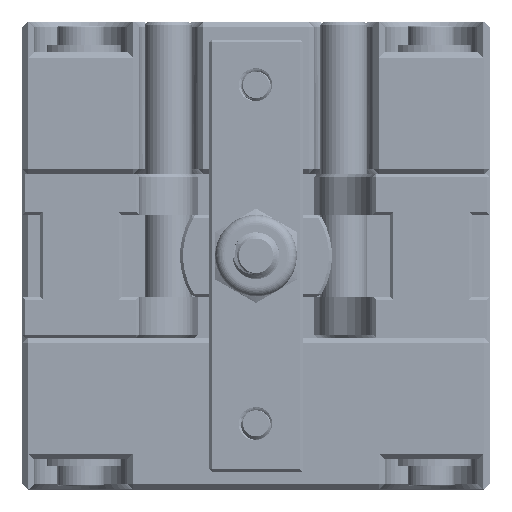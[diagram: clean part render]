
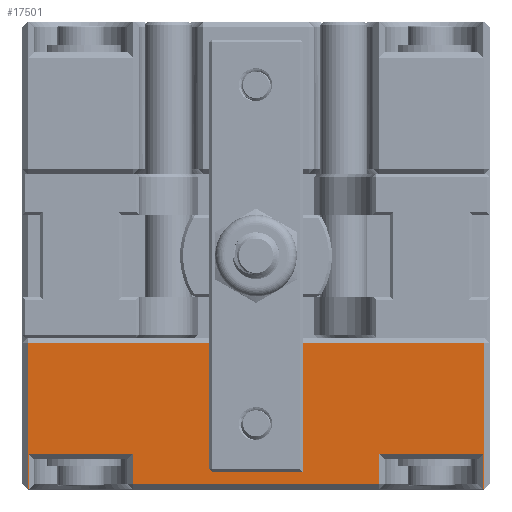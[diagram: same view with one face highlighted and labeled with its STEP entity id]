
A CAD part, front view. The second image highlights one B-rep face of the part: STEP entity #17501.
In plain terms, the highlighted planar face has unit normal (0, -1, 0).
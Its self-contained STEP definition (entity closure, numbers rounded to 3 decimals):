
#580=PLANE('',#18783);
#1319=FACE_OUTER_BOUND('',#2384,.T.);
#2384=EDGE_LOOP('',(#13895,#13896,#13897,#13898,#13899,#13900,#13901,#13902,
#13903,#13904,#13905,#13906));
#4692=LINE('',#47631,#5855);
#4696=LINE('',#47638,#5859);
#4743=LINE('',#47750,#5906);
#4749=LINE('',#47762,#5912);
#4759=LINE('',#47783,#5922);
#4764=LINE('',#47796,#5927);
#4767=LINE('',#47801,#5930);
#4769=LINE('',#47805,#5932);
#4772=LINE('',#47810,#5935);
#4820=LINE('',#47910,#5983);
#4843=LINE('',#47959,#6006);
#4882=LINE('',#48036,#6045);
#5855=VECTOR('',#20882,10.);
#5859=VECTOR('',#20886,10.);
#5906=VECTOR('',#20993,10.);
#5912=VECTOR('',#21003,10.);
#5922=VECTOR('',#21025,10.);
#5927=VECTOR('',#21040,10.);
#5930=VECTOR('',#21045,10.);
#5932=VECTOR('',#21049,10.);
#5935=VECTOR('',#21054,10.);
#5983=VECTOR('',#21146,10.);
#6006=VECTOR('',#21191,10.);
#6045=VECTOR('',#21274,10.);
#7401=VERTEX_POINT('',#47616);
#7407=VERTEX_POINT('',#47628);
#7408=VERTEX_POINT('',#47630);
#7411=VERTEX_POINT('',#47636);
#7446=VERTEX_POINT('',#47749);
#7447=VERTEX_POINT('',#47753);
#7450=VERTEX_POINT('',#47761);
#7454=VERTEX_POINT('',#47777);
#7458=VERTEX_POINT('',#47795);
#7460=VERTEX_POINT('',#47804);
#7478=VERTEX_POINT('',#47867);
#7489=VERTEX_POINT('',#47903);
#9520=EDGE_CURVE('',#7407,#7408,#4692,.T.);
#9524=EDGE_CURVE('',#7411,#7401,#4696,.T.);
#9580=EDGE_CURVE('',#7401,#7446,#4743,.T.);
#9586=EDGE_CURVE('',#7447,#7450,#4749,.T.);
#9597=EDGE_CURVE('',#7454,#7447,#4759,.T.);
#9603=EDGE_CURVE('',#7458,#7454,#4764,.T.);
#9606=EDGE_CURVE('',#7446,#7458,#4767,.T.);
#9608=EDGE_CURVE('',#7460,#7407,#4769,.T.);
#9611=EDGE_CURVE('',#7450,#7460,#4772,.T.);
#9661=EDGE_CURVE('',#7408,#7478,#4820,.T.);
#9686=EDGE_CURVE('',#7489,#7411,#4843,.T.);
#9727=EDGE_CURVE('',#7478,#7489,#4882,.T.);
#13895=ORIENTED_EDGE('',*,*,#9580,.F.);
#13896=ORIENTED_EDGE('',*,*,#9524,.F.);
#13897=ORIENTED_EDGE('',*,*,#9686,.F.);
#13898=ORIENTED_EDGE('',*,*,#9727,.F.);
#13899=ORIENTED_EDGE('',*,*,#9661,.F.);
#13900=ORIENTED_EDGE('',*,*,#9520,.F.);
#13901=ORIENTED_EDGE('',*,*,#9608,.F.);
#13902=ORIENTED_EDGE('',*,*,#9611,.F.);
#13903=ORIENTED_EDGE('',*,*,#9586,.F.);
#13904=ORIENTED_EDGE('',*,*,#9597,.F.);
#13905=ORIENTED_EDGE('',*,*,#9603,.F.);
#13906=ORIENTED_EDGE('',*,*,#9606,.F.);
#17501=ADVANCED_FACE('',(#1319),#580,.F.);
#18783=AXIS2_PLACEMENT_3D('',#48120,#21385,#21386);
#20882=DIRECTION('',(-1.,0.,0.));
#20886=DIRECTION('',(-1.,0.,0.));
#20993=DIRECTION('',(0.,0.,1.));
#21003=DIRECTION('',(0.,0.,1.));
#21025=DIRECTION('',(-1.,0.,0.));
#21040=DIRECTION('',(0.,0.,-1.));
#21045=DIRECTION('',(-1.,0.,0.));
#21049=DIRECTION('',(0.,0.,-1.));
#21054=DIRECTION('',(-1.,0.,0.));
#21146=DIRECTION('',(0.,0.,1.));
#21191=DIRECTION('',(0.,0.,-1.));
#21274=DIRECTION('',(1.,0.,0.));
#21385=DIRECTION('center_axis',(0.,1.,0.));
#21386=DIRECTION('ref_axis',(1.,0.,0.));
#47616=CARTESIAN_POINT('',(39.45,0.,-40.));
#47628=CARTESIAN_POINT('',(0.55,0.,-40.));
#47630=CARTESIAN_POINT('',(0.45,0.,-40.));
#47631=CARTESIAN_POINT('',(40.,0.,-40.));
#47636=CARTESIAN_POINT('',(39.55,0.,-40.));
#47638=CARTESIAN_POINT('',(40.,0.,-40.));
#47749=CARTESIAN_POINT('',(39.45,0.,-36.95));
#47750=CARTESIAN_POINT('',(39.45,0.,-30.));
#47753=CARTESIAN_POINT('',(9.45,0.,-39.55));
#47761=CARTESIAN_POINT('',(9.45,0.,-36.95));
#47762=CARTESIAN_POINT('',(9.45,0.,-30.));
#47777=CARTESIAN_POINT('',(30.55,0.,-39.55));
#47783=CARTESIAN_POINT('',(30.,0.,-39.55));
#47795=CARTESIAN_POINT('',(30.55,0.,-36.95));
#47796=CARTESIAN_POINT('',(30.55,0.,-30.));
#47801=CARTESIAN_POINT('',(27.5,0.,-36.95));
#47804=CARTESIAN_POINT('',(0.55,0.,-36.95));
#47805=CARTESIAN_POINT('',(0.55,0.,-30.));
#47810=CARTESIAN_POINT('',(12.5,0.,-36.95));
#47867=CARTESIAN_POINT('',(0.45,0.,-27.45));
#47903=CARTESIAN_POINT('',(39.55,0.,-27.45));
#47910=CARTESIAN_POINT('',(0.45,0.,-30.));
#47959=CARTESIAN_POINT('',(39.55,0.,-10.));
#48036=CARTESIAN_POINT('',(30.,0.,-27.45));
#48120=CARTESIAN_POINT('Origin',(20.,0.,-20.));
